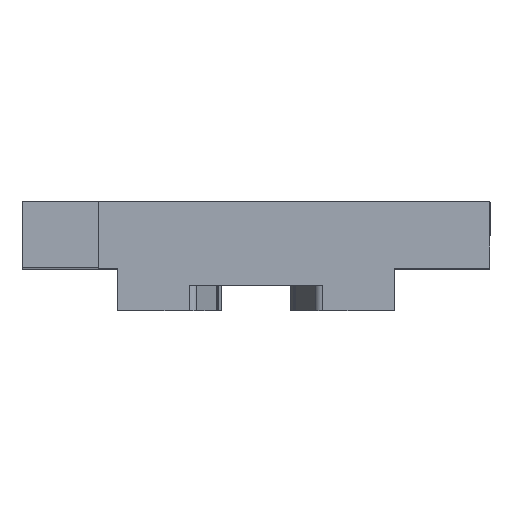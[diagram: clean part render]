
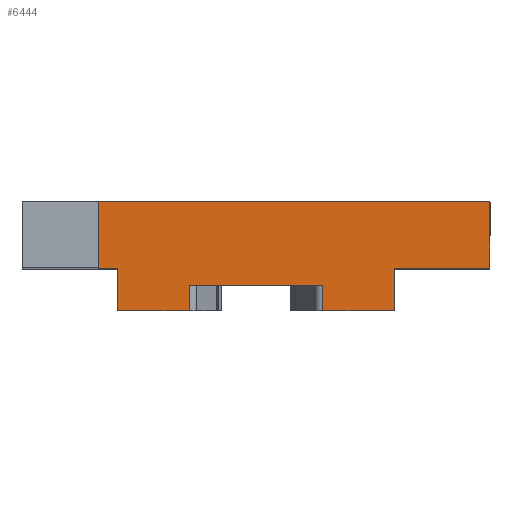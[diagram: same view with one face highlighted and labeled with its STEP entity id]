
A CAD part, top view. The second image highlights one B-rep face of the part: STEP entity #6444.
In plain terms, the highlighted planar face has unit normal (0, 0, 1).
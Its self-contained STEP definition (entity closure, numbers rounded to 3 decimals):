
#40 = VERTEX_POINT ( 'NONE', #2388 ) ;
#221 = VECTOR ( 'NONE', #2611, 1000. ) ;
#282 = ORIENTED_EDGE ( 'NONE', *, *, #326, .F. ) ;
#326 = EDGE_CURVE ( 'NONE', #4743, #40, #485, .T. ) ;
#395 = DIRECTION ( 'NONE',  ( 1., 0., 0. ) ) ;
#403 = EDGE_CURVE ( 'NONE', #5830, #4254, #3107, .T. ) ;
#453 = VERTEX_POINT ( 'NONE', #733 ) ;
#485 = LINE ( 'NONE', #5643, #6357 ) ;
#530 = CARTESIAN_POINT ( 'NONE',  ( -7.25, 12.6, 77.605 ) ) ;
#582 = EDGE_CURVE ( 'NONE', #1838, #5280, #4592, .T. ) ;
#708 = ORIENTED_EDGE ( 'NONE', *, *, #5798, .F. ) ;
#732 = DIRECTION ( 'NONE',  ( 0., 0., 1. ) ) ;
#733 = CARTESIAN_POINT ( 'NONE',  ( 7.857, 12.6, 77.605 ) ) ;
#857 = DIRECTION ( 'NONE',  ( 0., 1., 0. ) ) ;
#1025 = ORIENTED_EDGE ( 'NONE', *, *, #582, .F. ) ;
#1053 = DIRECTION ( 'NONE',  ( -1., 0., 0. ) ) ;
#1142 = CARTESIAN_POINT ( 'NONE',  ( 16.25, 9.6, 77.605 ) ) ;
#1148 = CARTESIAN_POINT ( 'NONE',  ( -16.25, 9.6, 77.605 ) ) ;
#1297 = VECTOR ( 'NONE', #6233, 1000. ) ;
#1323 = ORIENTED_EDGE ( 'NONE', *, *, #1635, .T. ) ;
#1339 = ORIENTED_EDGE ( 'NONE', *, *, #4833, .F. ) ;
#1358 = EDGE_CURVE ( 'NONE', #2227, #3037, #5504, .T. ) ;
#1490 = DIRECTION ( 'NONE',  ( -1., 0., 0. ) ) ;
#1587 = ORIENTED_EDGE ( 'NONE', *, *, #1358, .F. ) ;
#1617 = EDGE_CURVE ( 'NONE', #5280, #5939, #5628, .T. ) ;
#1635 = EDGE_CURVE ( 'NONE', #2227, #5939, #6218, .T. ) ;
#1680 = ORIENTED_EDGE ( 'NONE', *, *, #6024, .T. ) ;
#1838 = VERTEX_POINT ( 'NONE', #2145 ) ;
#1844 = ORIENTED_EDGE ( 'NONE', *, *, #1617, .F. ) ;
#1973 = PLANE ( 'NONE',  #7657 ) ;
#2043 = CARTESIAN_POINT ( 'NONE',  ( -7.857, 12.6, 77.605 ) ) ;
#2145 = CARTESIAN_POINT ( 'NONE',  ( -18.5, 14.6, 77.605 ) ) ;
#2227 = VERTEX_POINT ( 'NONE', #5252 ) ;
#2383 = CARTESIAN_POINT ( 'NONE',  ( 27.5, 22.4, 77.605 ) ) ;
#2388 = CARTESIAN_POINT ( 'NONE',  ( 7.857, 9.6, 77.605 ) ) ;
#2512 = VERTEX_POINT ( 'NONE', #8164 ) ;
#2547 = CARTESIAN_POINT ( 'NONE',  ( 16.25, 14.6, 77.605 ) ) ;
#2581 = DIRECTION ( 'NONE',  ( 0., -1., 0. ) ) ;
#2611 = DIRECTION ( 'NONE',  ( 0., 1., 0. ) ) ;
#2821 = VECTOR ( 'NONE', #2581, 1000. ) ;
#2879 = DIRECTION ( 'NONE',  ( 0., 1., 0. ) ) ;
#2931 = EDGE_CURVE ( 'NONE', #2512, #1838, #4690, .T. ) ;
#3032 = VECTOR ( 'NONE', #857, 1000. ) ;
#3037 = VERTEX_POINT ( 'NONE', #2547 ) ;
#3046 = CARTESIAN_POINT ( 'NONE',  ( 27.5, -41.652, 77.605 ) ) ;
#3055 = VECTOR ( 'NONE', #5582, 1000. ) ;
#3107 = LINE ( 'NONE', #1148, #1297 ) ;
#3331 = CARTESIAN_POINT ( 'NONE',  ( 7.857, 9.6, 77.605 ) ) ;
#3418 = EDGE_LOOP ( 'NONE', ( #1844, #1025, #4600, #1339, #7375, #7189, #708, #3497, #282, #1680, #1587, #1323 ) ) ;
#3470 = CARTESIAN_POINT ( 'NONE',  ( -7.857, 12.6, 77.605 ) ) ;
#3497 = ORIENTED_EDGE ( 'NONE', *, *, #4154, .T. ) ;
#3651 = DIRECTION ( 'NONE',  ( -1., 0., 0. ) ) ;
#3965 = CARTESIAN_POINT ( 'NONE',  ( -18.5, 22.4, 77.605 ) ) ;
#4154 = EDGE_CURVE ( 'NONE', #453, #40, #7084, .T. ) ;
#4189 = EDGE_CURVE ( 'NONE', #5830, #8206, #7123, .T. ) ;
#4254 = VERTEX_POINT ( 'NONE', #6005 ) ;
#4458 = DIRECTION ( 'NONE',  ( 0., 1., 0. ) ) ;
#4560 = CARTESIAN_POINT ( 'NONE',  ( 27.5, 22.4, 77.605 ) ) ;
#4592 = LINE ( 'NONE', #3965, #3032 ) ;
#4600 = ORIENTED_EDGE ( 'NONE', *, *, #2931, .F. ) ;
#4690 = LINE ( 'NONE', #6582, #7244 ) ;
#4743 = VERTEX_POINT ( 'NONE', #1142 ) ;
#4833 = EDGE_CURVE ( 'NONE', #4254, #2512, #6862, .T. ) ;
#5173 = DIRECTION ( 'NONE',  ( 0., -1., 0. ) ) ;
#5252 = CARTESIAN_POINT ( 'NONE',  ( 27.5, 14.6, 77.605 ) ) ;
#5280 = VERTEX_POINT ( 'NONE', #5418 ) ;
#5418 = CARTESIAN_POINT ( 'NONE',  ( -18.5, 22.4, 77.605 ) ) ;
#5504 = LINE ( 'NONE', #6767, #5942 ) ;
#5582 = DIRECTION ( 'NONE',  ( 0., 1., 0. ) ) ;
#5628 = LINE ( 'NONE', #2383, #8235 ) ;
#5643 = CARTESIAN_POINT ( 'NONE',  ( -16.25, 9.6, 77.605 ) ) ;
#5674 = CARTESIAN_POINT ( 'NONE',  ( -16.25, 9.6, 77.605 ) ) ;
#5729 = CARTESIAN_POINT ( 'NONE',  ( 16.25, 9.6, 77.605 ) ) ;
#5765 = FACE_OUTER_BOUND ( 'NONE', #3418, .T. ) ;
#5798 = EDGE_CURVE ( 'NONE', #453, #8206, #6199, .T. ) ;
#5830 = VERTEX_POINT ( 'NONE', #7410 ) ;
#5939 = VERTEX_POINT ( 'NONE', #4560 ) ;
#5942 = VECTOR ( 'NONE', #1053, 1000. ) ;
#6005 = CARTESIAN_POINT ( 'NONE',  ( -16.25, 9.6, 77.605 ) ) ;
#6024 = EDGE_CURVE ( 'NONE', #4743, #3037, #6489, .T. ) ;
#6199 = LINE ( 'NONE', #530, #7225 ) ;
#6218 = LINE ( 'NONE', #3046, #3055 ) ;
#6233 = DIRECTION ( 'NONE',  ( -1., 0., 0. ) ) ;
#6357 = VECTOR ( 'NONE', #7514, 1000. ) ;
#6444 = ADVANCED_FACE ( 'NONE', ( #5765 ), #1973, .T. ) ;
#6489 = LINE ( 'NONE', #5729, #221 ) ;
#6558 = VECTOR ( 'NONE', #4458, 1000. ) ;
#6582 = CARTESIAN_POINT ( 'NONE',  ( 27.5, 14.6, 77.605 ) ) ;
#6684 = VECTOR ( 'NONE', #2879, 1000. ) ;
#6767 = CARTESIAN_POINT ( 'NONE',  ( 27.5, 14.6, 77.605 ) ) ;
#6862 = LINE ( 'NONE', #5674, #6558 ) ;
#7020 = CARTESIAN_POINT ( 'NONE',  ( 27.5, -41.652, 77.605 ) ) ;
#7084 = LINE ( 'NONE', #3331, #2821 ) ;
#7123 = LINE ( 'NONE', #2043, #6684 ) ;
#7189 = ORIENTED_EDGE ( 'NONE', *, *, #4189, .T. ) ;
#7225 = VECTOR ( 'NONE', #3651, 1000. ) ;
#7244 = VECTOR ( 'NONE', #1490, 1000. ) ;
#7375 = ORIENTED_EDGE ( 'NONE', *, *, #403, .F. ) ;
#7410 = CARTESIAN_POINT ( 'NONE',  ( -7.857, 9.6, 77.605 ) ) ;
#7514 = DIRECTION ( 'NONE',  ( -1., 0., 0. ) ) ;
#7657 = AXIS2_PLACEMENT_3D ( 'NONE', #7020, #732, #5173 ) ;
#8164 = CARTESIAN_POINT ( 'NONE',  ( -16.25, 14.6, 77.605 ) ) ;
#8206 = VERTEX_POINT ( 'NONE', #3470 ) ;
#8235 = VECTOR ( 'NONE', #395, 1000. ) ;
